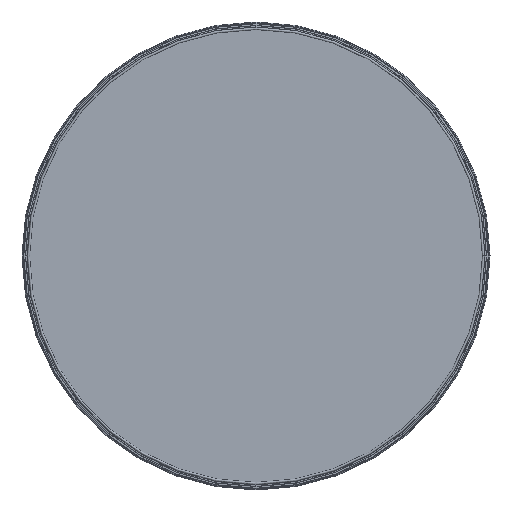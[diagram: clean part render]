
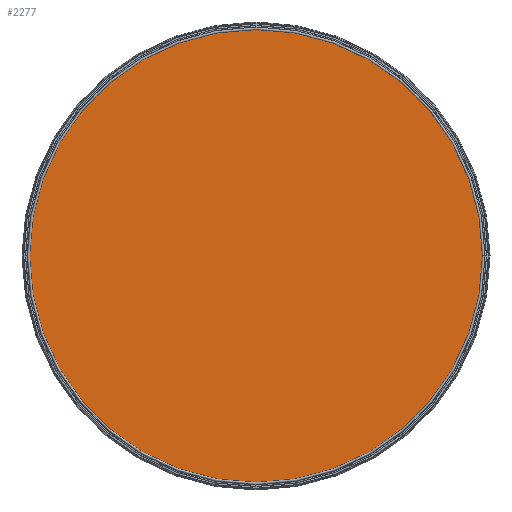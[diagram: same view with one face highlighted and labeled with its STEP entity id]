
A CAD part, front view. The second image highlights one B-rep face of the part: STEP entity #2277.
In plain terms, the highlighted planar face has unit normal (0, -1, 0).
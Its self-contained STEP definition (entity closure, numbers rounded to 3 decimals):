
#2248=CARTESIAN_POINT('',(-320.0,0.0,0.));
#2249=VERTEX_POINT('',#2248);
#2250=CARTESIAN_POINT('',(0.0,0.0,0.0));
#2251=DIRECTION('',(0.0,-1.0,0.0));
#2252=DIRECTION('',(1.0,0.0,0.0));
#2253=AXIS2_PLACEMENT_3D('',#2250,#2251,#2252);
#2254=CIRCLE('',#2253,320.0);
#2255=EDGE_CURVE('',#2249,#2249,#2254,.T.);
#2269=CARTESIAN_POINT('',(0.0,0.0,0.0));
#2270=DIRECTION('',(0.0,-1.0,0.0));
#2271=DIRECTION('',(0.0,0.0,-1.0));
#2272=AXIS2_PLACEMENT_3D('',#2269,#2270,#2271);
#2273=PLANE('',#2272);
#2274=ORIENTED_EDGE('',*,*,#2255,.T.);
#2275=EDGE_LOOP('',(#2274));
#2276=FACE_OUTER_BOUND('',#2275,.T.);
#2277=ADVANCED_FACE('',(#2276),#2273,.T.);
